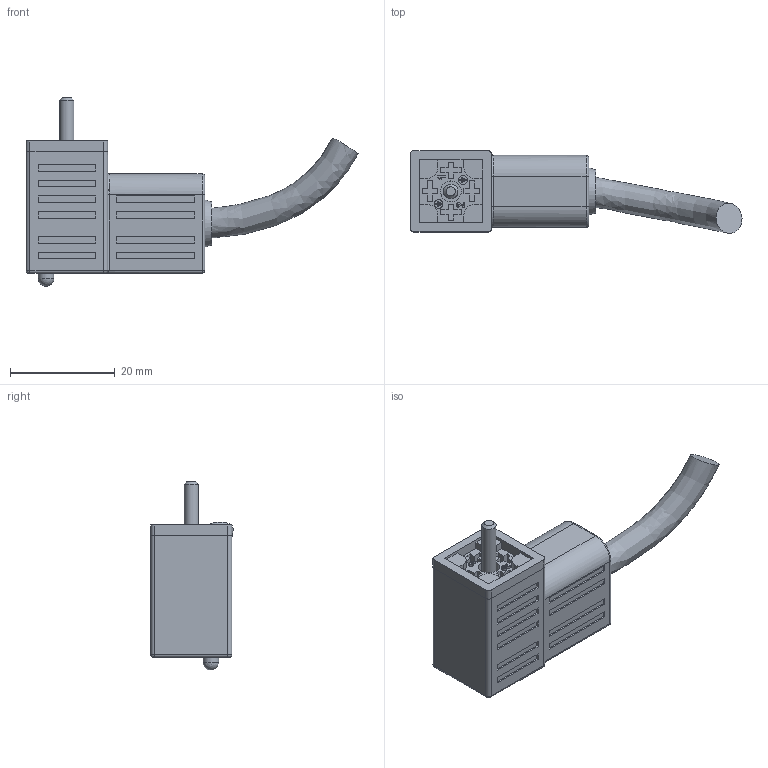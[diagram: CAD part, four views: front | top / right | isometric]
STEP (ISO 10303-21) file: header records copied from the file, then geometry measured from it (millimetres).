
FILE_DESCRIPTION (( 'STEP AP214' ), '1' );
FILE_NAME ('SC8-LS24-5.STEP', '2012-03-22T15:00:40', ( ' ' ), ( ' ' ), 'SwSTEP 2.0', 'SolidWorks 2011', '' );
FILE_SCHEMA (( 'AUTOMOTIVE_DESIGN' ));
Length unit declared in the file: millimetre
Products named in the file (1): SC8-LS24-5
Bounding box: 63.37 x 15.76 x 36 mm (x, y, z)
Volume: 11173.5 mm3; surface area: 5740.4 mm2
Topology: 4 solids, 4 shells, 339 faces, 852 edges, 555 vertices
Faces by surface type: plane 271, cylinder 36, bspline 18, torus 9, sphere 3, cone 2
Full cylindrical faces by diameter (mm): 1.687 x1, 1.688 x1, 2.75 x1, 3 x1, 4 x1, 5.75 x1, 6 x2
Entity records: 10639 total; most frequent: CARTESIAN_POINT 2556, ORIENTED_EDGE 1654, DIRECTION 1516, EDGE_CURVE 827, VECTOR 698, LINE 698, VERTEX_POINT 548, AXIS2_PLACEMENT_3D 409
